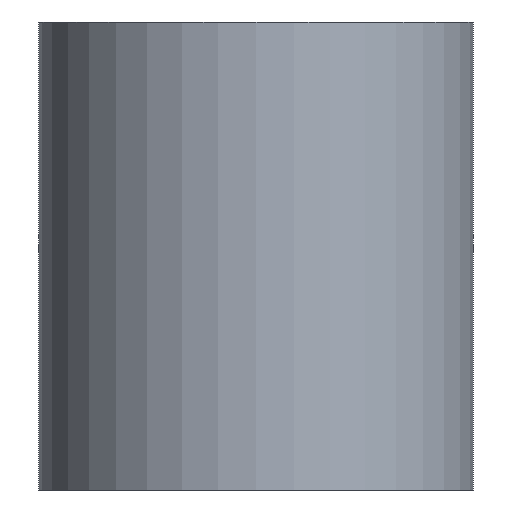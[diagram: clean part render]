
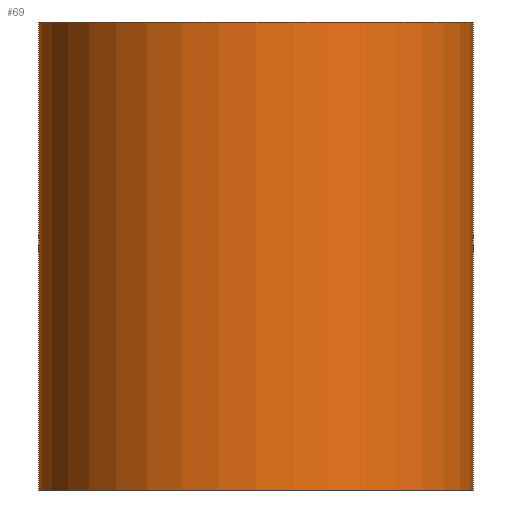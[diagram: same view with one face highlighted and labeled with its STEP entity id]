
A CAD part, front view. The second image highlights one B-rep face of the part: STEP entity #69.
In plain terms, the highlighted cylindrical face has radius 49.3 mm (diameter 98.6 mm), a partial arc.
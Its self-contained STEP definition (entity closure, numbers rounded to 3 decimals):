
#24 = VERTEX_POINT('',#25);
#25 = CARTESIAN_POINT('',(-49.3,0.,-106.117));
#31 = VERTEX_POINT('',#32);
#32 = CARTESIAN_POINT('',(49.3,0.,-106.117));
#55 = EDGE_CURVE('',#24,#31,#56,.T.);
#56 = CIRCLE('',#57,49.3);
#57 = AXIS2_PLACEMENT_3D('',#58,#59,#60);
#58 = CARTESIAN_POINT('',(0.,0.,-106.117));
#59 = DIRECTION('',(0.,0.,1.));
#60 = DIRECTION('',(1.,0.,-0.));
#69 = ADVANCED_FACE('Shroud',(#70),#95,.T.);
#70 = FACE_BOUND('',#71,.T.);
#71 = EDGE_LOOP('',(#72,#73,#81,#90));
#72 = ORIENTED_EDGE('',*,*,#55,.T.);
#73 = ORIENTED_EDGE('',*,*,#74,.T.);
#74 = EDGE_CURVE('',#31,#75,#77,.T.);
#75 = VERTEX_POINT('',#76);
#76 = CARTESIAN_POINT('',(49.3,0.,0.));
#77 = LINE('',#78,#79);
#78 = CARTESIAN_POINT('',(49.3,0.,-106.117));
#79 = VECTOR('',#80,1.);
#80 = DIRECTION('',(0.,0.,1.));
#81 = ORIENTED_EDGE('',*,*,#82,.F.);
#82 = EDGE_CURVE('',#83,#75,#85,.T.);
#83 = VERTEX_POINT('',#84);
#84 = CARTESIAN_POINT('',(-49.3,0.,0.));
#85 = CIRCLE('',#86,49.3);
#86 = AXIS2_PLACEMENT_3D('',#87,#88,#89);
#87 = CARTESIAN_POINT('',(0.,0.,0.));
#88 = DIRECTION('',(0.,0.,1.));
#89 = DIRECTION('',(1.,0.,-0.));
#90 = ORIENTED_EDGE('',*,*,#91,.F.);
#91 = EDGE_CURVE('',#24,#83,#92,.T.);
#92 = B_SPLINE_CURVE_WITH_KNOTS('',1,(#93,#94),.UNSPECIFIED.,.F.,.F.,(2,
    2),(0.,106.117),.PIECEWISE_BEZIER_KNOTS.);
#93 = CARTESIAN_POINT('',(-49.3,0.,-106.117));
#94 = CARTESIAN_POINT('',(-49.3,0.,0.));
#95 = CYLINDRICAL_SURFACE('',#96,49.3);
#96 = AXIS2_PLACEMENT_3D('',#97,#98,#99);
#97 = CARTESIAN_POINT('',(0.,0.,-106.117));
#98 = DIRECTION('',(0.,0.,1.));
#99 = DIRECTION('',(1.,0.,-0.));
